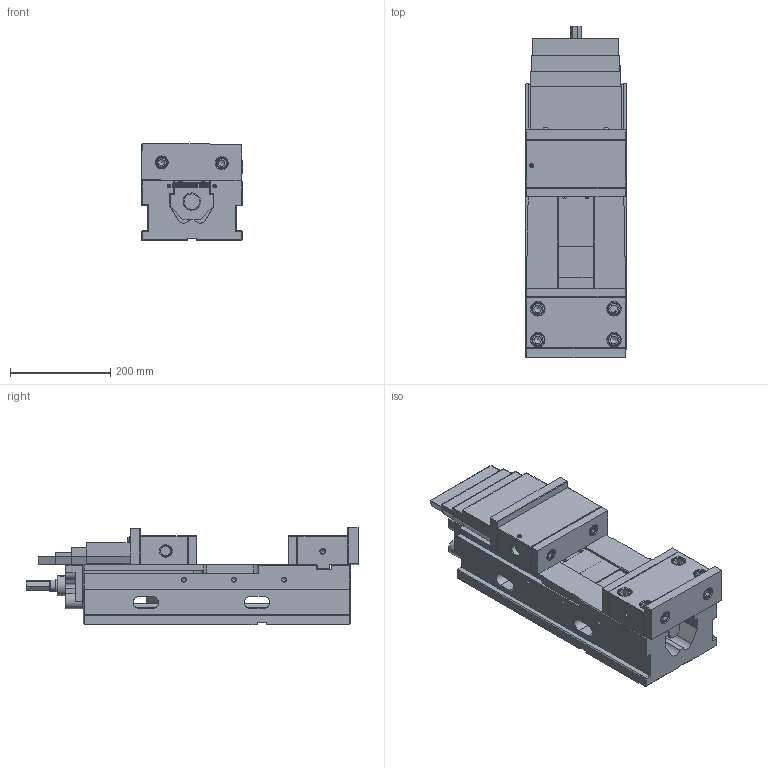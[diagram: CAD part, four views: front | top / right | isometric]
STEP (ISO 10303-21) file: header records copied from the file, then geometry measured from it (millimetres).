
FILE_DESCRIPTION(/* description */ (''),/* implementation_level */ '2;1');
FILE_NAME(/* name */ '1ALV200GA0101.stp',/* time_stamp */ '2020-03-17T11:09:35+08:00',/* author */ ('AUTOWELL002'),/* organization */ (''),/* preprocessor_version */ 'ST-DEVELOPER v17',/* originating_system */ 'Autodesk Inventor 2019',/* authorisation */ '');
FILE_SCHEMA (('AUTOMOTIVE_DESIGN { 1 0 10303 214 3 1 1 }'));
Length unit declared in the file: millimetre
Products named in the file (1): 1ALV200GA0101
Bounding box: 202.76 x 663.22 x 194.77 mm (x, y, z)
Volume: 12524664.7 mm3; surface area: 1365036.3 mm2
Topology: 7 solids, 21 shells, 1426 faces, 3868 edges, 2470 vertices
Faces by surface type: plane 895, cylinder 276, cone 175, bspline 43, torus 27, sphere 10
Full cylindrical faces by diameter (mm): 3.242 x2, 4 x6, 4.917 x8, 6 x4, 6.1 x2, 6.401 x1, 6.647 x1, 6.8 x1, 7 x2, 7.53 x2, 8 x1, 8.376 x8, 10.106 x6, 10.3 x3, 10.5 x2, 11.835 x2, 12 x6, 13.835 x4, 14 x12, 15 x2, 16 x9, 17 x5, 18 x4, 20 x5, 21 x8, 21.5 x1, 22 x6, 22.5 x1, 23 x2, 23.5 x1
Entity records: 45522 total; most frequent: CARTESIAN_POINT 8914, ORIENTED_EDGE 7608, DIRECTION 7440, EDGE_CURVE 3804, LINE 2578, VECTOR 2578, VERTEX_POINT 2470, AXIS2_PLACEMENT_3D 2431
